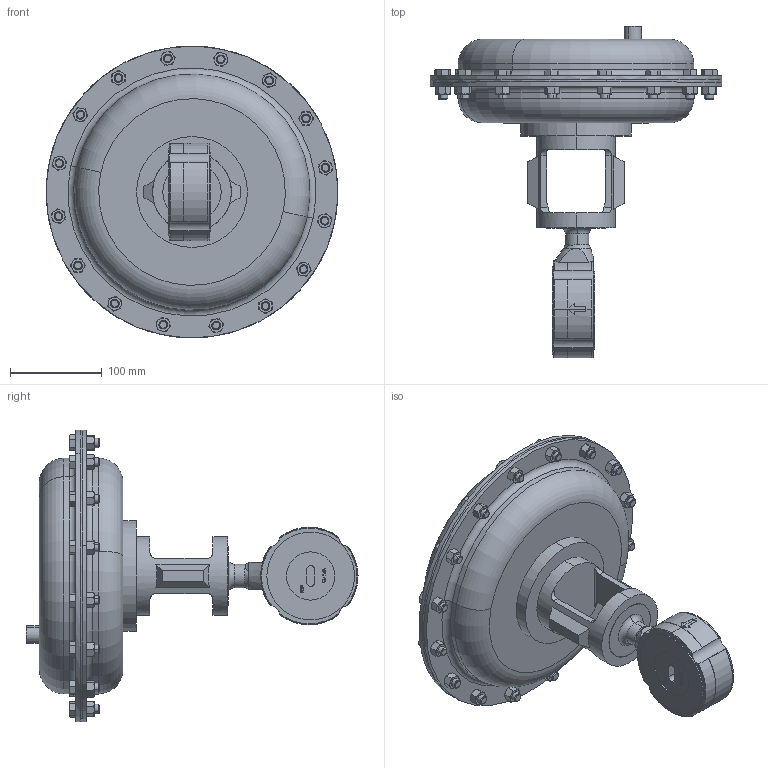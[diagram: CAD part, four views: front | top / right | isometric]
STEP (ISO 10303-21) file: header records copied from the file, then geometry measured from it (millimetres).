
FILE_DESCRIPTION (( 'STEP AP203' ), '1' );
FILE_NAME ('75-200-CS+S6-I3-55M.STEP', '2017-08-23T13:53:18', ( '' ), ( '' ), 'SwSTEP 2.0', 'SolidWorks 2014', '' );
FILE_SCHEMA (( 'CONFIG_CONTROL_DESIGN' ));
Length unit declared in the file: inch
Products named in the file (2): 75-200-CS+S6-I3-55M
Bounding box: 317.48 x 361.22 x 317.27 mm (x, y, z)
Volume: 5662633 mm3; surface area: 301119.1 mm2
Topology: 1 solids, 1 shells, 852 faces, 1999 edges, 1224 vertices
Faces by surface type: plane 358, cone 328, cylinder 101, bspline 50, torus 15
Entity records: 31878 total; most frequent: CARTESIAN_POINT 13448, ORIENTED_EDGE 3998, DIRECTION 3440, EDGE_CURVE 1999, AXIS2_PLACEMENT_3D 1381, VERTEX_POINT 1224, EDGE_LOOP 929, ADVANCED_FACE 852
